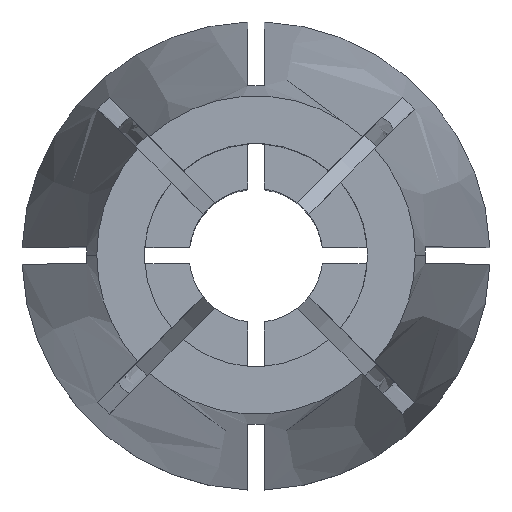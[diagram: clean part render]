
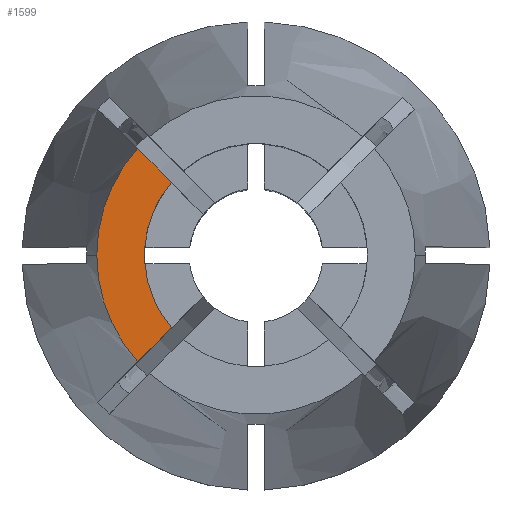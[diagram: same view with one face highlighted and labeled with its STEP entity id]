
A CAD part, top view. The second image highlights one B-rep face of the part: STEP entity #1599.
In plain terms, the highlighted planar face has unit normal (0, 0, 1).
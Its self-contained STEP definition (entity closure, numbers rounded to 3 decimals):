
#199 = EDGE_CURVE ( 'NONE', #2205, #1605, #2663, .T. ) ;
#278 = AXIS2_PLACEMENT_3D ( 'NONE', #2872, #1615, #1058 ) ;
#349 = VERTEX_POINT ( 'NONE', #2406 ) ;
#386 = CARTESIAN_POINT ( 'NONE',  ( -0.265, 0.265, 0. ) ) ;
#475 = EDGE_CURVE ( 'NONE', #1165, #349, #1826, .T. ) ;
#522 = EDGE_CURVE ( 'NONE', #1165, #2205, #2936, .T. ) ;
#663 = DIRECTION ( 'NONE',  ( 1., 0., 0. ) ) ;
#809 = DIRECTION ( 'NONE',  ( 0., 0., -1. ) ) ;
#870 = AXIS2_PLACEMENT_3D ( 'NONE', #2540, #2590, #2264 ) ;
#1016 = CIRCLE ( 'NONE', #870, 7.141 ) ;
#1031 = AXIS2_PLACEMENT_3D ( 'NONE', #2905, #2899, #663 ) ;
#1048 = CARTESIAN_POINT ( 'NONE',  ( -5.308, -4.778, 0. ) ) ;
#1058 = DIRECTION ( 'NONE',  ( 1., 0., 0. ) ) ;
#1120 = ORIENTED_EDGE ( 'NONE', *, *, #522, .F. ) ;
#1165 = VERTEX_POINT ( 'NONE', #1365 ) ;
#1326 = PLANE ( 'NONE',  #2980 ) ;
#1341 = VECTOR ( 'NONE', #1702, 1000. ) ;
#1365 = CARTESIAN_POINT ( 'NONE',  ( -5.308, 4.778, 0. ) ) ;
#1413 = CARTESIAN_POINT ( 'NONE',  ( -0.265, -0.265, 0. ) ) ;
#1419 = EDGE_LOOP ( 'NONE', ( #1655, #1964, #2709, #2527, #1120 ) ) ;
#1599 = ADVANCED_FACE ( 'NONE', ( #1740 ), #1326, .F. ) ;
#1605 = VERTEX_POINT ( 'NONE', #1762 ) ;
#1615 = DIRECTION ( 'NONE',  ( 0., 0., 1. ) ) ;
#1655 = ORIENTED_EDGE ( 'NONE', *, *, #475, .T. ) ;
#1702 = DIRECTION ( 'NONE',  ( 0.707, 0.707, 0. ) ) ;
#1724 = EDGE_CURVE ( 'NONE', #2253, #1605, #2009, .T. ) ;
#1740 = FACE_OUTER_BOUND ( 'NONE', #1419, .T. ) ;
#1762 = CARTESIAN_POINT ( 'NONE',  ( -3.791, -3.26, 0. ) ) ;
#1826 = CIRCLE ( 'NONE', #278, 7.141 ) ;
#1964 = ORIENTED_EDGE ( 'NONE', *, *, #2423, .T. ) ;
#1984 = CARTESIAN_POINT ( 'NONE',  ( 0., 0., 0. ) ) ;
#2009 = LINE ( 'NONE', #386, #1341 ) ;
#2205 = VERTEX_POINT ( 'NONE', #2671 ) ;
#2253 = VERTEX_POINT ( 'NONE', #1048 ) ;
#2262 = VECTOR ( 'NONE', #2487, 1000. ) ;
#2264 = DIRECTION ( 'NONE',  ( 1., 0., 0. ) ) ;
#2333 = DIRECTION ( 'NONE',  ( -1., 0., 0. ) ) ;
#2406 = CARTESIAN_POINT ( 'NONE',  ( -7.141, 0., 0. ) ) ;
#2423 = EDGE_CURVE ( 'NONE', #349, #2253, #1016, .T. ) ;
#2487 = DIRECTION ( 'NONE',  ( 0.707, -0.707, 0. ) ) ;
#2527 = ORIENTED_EDGE ( 'NONE', *, *, #199, .F. ) ;
#2540 = CARTESIAN_POINT ( 'NONE',  ( 0., 0., 0. ) ) ;
#2590 = DIRECTION ( 'NONE',  ( 0., 0., 1. ) ) ;
#2663 = CIRCLE ( 'NONE', #1031, 5. ) ;
#2671 = CARTESIAN_POINT ( 'NONE',  ( -3.791, 3.26, 0. ) ) ;
#2709 = ORIENTED_EDGE ( 'NONE', *, *, #1724, .T. ) ;
#2872 = CARTESIAN_POINT ( 'NONE',  ( 0., 0., 0. ) ) ;
#2899 = DIRECTION ( 'NONE',  ( 0., 0., 1. ) ) ;
#2905 = CARTESIAN_POINT ( 'NONE',  ( 0., 0., 0. ) ) ;
#2936 = LINE ( 'NONE', #1413, #2262 ) ;
#2980 = AXIS2_PLACEMENT_3D ( 'NONE', #1984, #809, #2333 ) ;
